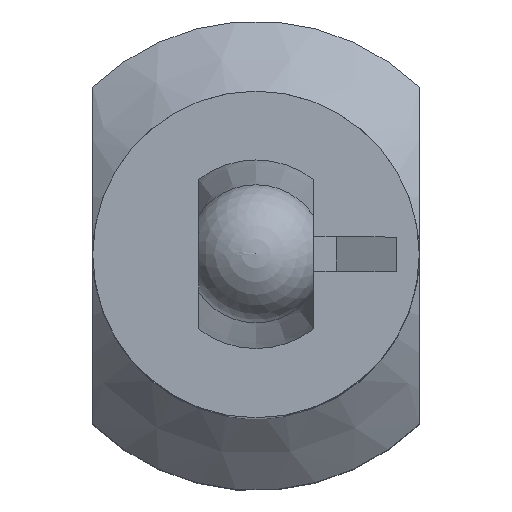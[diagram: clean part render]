
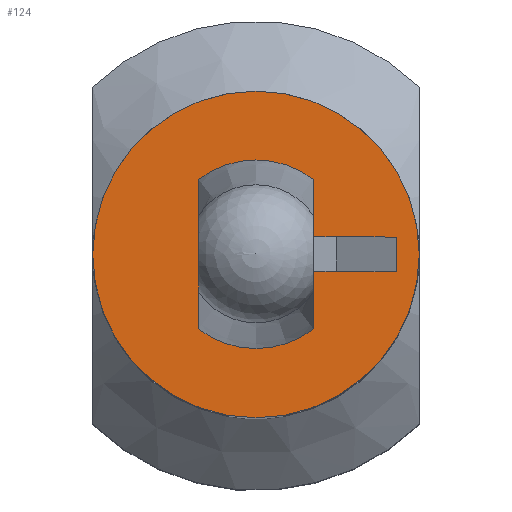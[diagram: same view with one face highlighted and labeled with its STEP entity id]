
A CAD part, top view. The second image highlights one B-rep face of the part: STEP entity #124.
In plain terms, the highlighted planar face has unit normal (0, 0, 1).
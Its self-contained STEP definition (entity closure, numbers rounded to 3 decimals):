
#124 = ADVANCED_FACE( '', ( #273, #274, #275 ), #276, .T. );
#273 = FACE_BOUND( '', #445, .T. );
#274 = FACE_BOUND( '', #446, .T. );
#275 = FACE_OUTER_BOUND( '', #447, .T. );
#276 = PLANE( '', #448 );
#445 = EDGE_LOOP( '', ( #770, #771, #772, #773 ) );
#446 = EDGE_LOOP( '', ( #774, #775, #776, #777 ) );
#447 = EDGE_LOOP( '', ( #778 ) );
#448 = AXIS2_PLACEMENT_3D( '', #779, #780, #781 );
#770 = ORIENTED_EDGE( '', *, *, #1086, .T. );
#771 = ORIENTED_EDGE( '', *, *, #1022, .T. );
#772 = ORIENTED_EDGE( '', *, *, #1050, .T. );
#773 = ORIENTED_EDGE( '', *, *, #1118, .T. );
#774 = ORIENTED_EDGE( '', *, *, #1016, .T. );
#775 = ORIENTED_EDGE( '', *, *, #1142, .F. );
#776 = ORIENTED_EDGE( '', *, *, #1113, .T. );
#777 = ORIENTED_EDGE( '', *, *, #1143, .T. );
#778 = ORIENTED_EDGE( '', *, *, #1084, .F. );
#779 = CARTESIAN_POINT( '', ( -3.55, 0., 22.2 ) );
#780 = DIRECTION( '', ( 0., 0., 1. ) );
#781 = DIRECTION( '', ( 1., 0., 0. ) );
#1016 = EDGE_CURVE( '', #1207, #1205, #1208, .T. );
#1022 = EDGE_CURVE( '', #1219, #1217, #1220, .T. );
#1050 = EDGE_CURVE( '', #1217, #1266, #1268, .T. );
#1084 = EDGE_CURVE( '', #1324, #1324, #1325, .T. );
#1086 = EDGE_CURVE( '', #1327, #1219, #1328, .T. );
#1113 = EDGE_CURVE( '', #1366, #1367, #1368, .T. );
#1118 = EDGE_CURVE( '', #1266, #1327, #1376, .T. );
#1142 = EDGE_CURVE( '', #1366, #1205, #1409, .T. );
#1143 = EDGE_CURVE( '', #1367, #1207, #1410, .T. );
#1205 = VERTEX_POINT( '', #1480 );
#1207 = VERTEX_POINT( '', #1483 );
#1208 = LINE( '', #1484, #1485 );
#1217 = VERTEX_POINT( '', #1507 );
#1219 = VERTEX_POINT( '', #1512 );
#1220 = LINE( '', #1513, #1514 );
#1266 = VERTEX_POINT( '', #1579 );
#1268 = CIRCLE( '', #1584, 1.9 );
#1324 = VERTEX_POINT( '', #1667 );
#1325 = CIRCLE( '', #1668, 3.55 );
#1327 = VERTEX_POINT( '', #1670 );
#1328 = LINE( '', #1671, #1672 );
#1366 = VERTEX_POINT( '', #1733 );
#1367 = VERTEX_POINT( '', #1734 );
#1368 = LINE( '', #1735, #1736 );
#1376 = LINE( '', #1748, #1749 );
#1409 = LINE( '', #1799, #1800 );
#1410 = CIRCLE( '', #1801, 1.9 );
#1480 = CARTESIAN_POINT( '', ( 1.25, 0.899, 22.2 ) );
#1483 = CARTESIAN_POINT( '', ( 1.25, 1.431, 22.2 ) );
#1484 = CARTESIAN_POINT( '', ( 1.25, 2.05, 22.2 ) );
#1485 = VECTOR( '', #1901, 1000. );
#1507 = CARTESIAN_POINT( '', ( 1.25, -1.431, 22.2 ) );
#1512 = CARTESIAN_POINT( '', ( 1.25, -0.899, 22.2 ) );
#1513 = CARTESIAN_POINT( '', ( 1.25, 2.05, 22.2 ) );
#1514 = VECTOR( '', #1905, 1000. );
#1579 = CARTESIAN_POINT( '', ( -1.25, -1.431, 22.2 ) );
#1584 = AXIS2_PLACEMENT_3D( '', #1931, #1932, #1933 );
#1667 = CARTESIAN_POINT( '', ( -3.55, 0., 22.2 ) );
#1668 = AXIS2_PLACEMENT_3D( '', #1989, #1990, #1991 );
#1670 = CARTESIAN_POINT( '', ( -1.25, -0.899, 22.2 ) );
#1671 = CARTESIAN_POINT( '', ( -1.25, -0.899, 22.2 ) );
#1672 = VECTOR( '', #1992, 1000. );
#1733 = CARTESIAN_POINT( '', ( -1.25, 0.899, 22.2 ) );
#1734 = CARTESIAN_POINT( '', ( -1.25, 1.431, 22.2 ) );
#1735 = CARTESIAN_POINT( '', ( -1.25, -2.05, 22.2 ) );
#1736 = VECTOR( '', #2022, 1000. );
#1748 = CARTESIAN_POINT( '', ( -1.25, -2.05, 22.2 ) );
#1749 = VECTOR( '', #2027, 1000. );
#1799 = CARTESIAN_POINT( '', ( -1.25, 0.899, 22.2 ) );
#1800 = VECTOR( '', #2052, 1000. );
#1801 = AXIS2_PLACEMENT_3D( '', #2053, #2054, #2055 );
#1901 = DIRECTION( '', ( 0., -1., 0. ) );
#1905 = DIRECTION( '', ( 0., -1., 0. ) );
#1931 = CARTESIAN_POINT( '', ( 0., 0., 22.2 ) );
#1932 = DIRECTION( '', ( 0., 0., -1. ) );
#1933 = DIRECTION( '', ( -1., 0., 0. ) );
#1989 = CARTESIAN_POINT( '', ( 0., 0., 22.2 ) );
#1990 = DIRECTION( '', ( 0., 0., -1. ) );
#1991 = DIRECTION( '', ( -1., 0., 0. ) );
#1992 = DIRECTION( '', ( 1., 0., 0. ) );
#2022 = DIRECTION( '', ( 0., 1., 0. ) );
#2027 = DIRECTION( '', ( 0., 1., 0. ) );
#2052 = DIRECTION( '', ( 1., 0., 0. ) );
#2053 = CARTESIAN_POINT( '', ( 0., 0., 22.2 ) );
#2054 = DIRECTION( '', ( 0., 0., -1. ) );
#2055 = DIRECTION( '', ( -1., 0., 0. ) );
